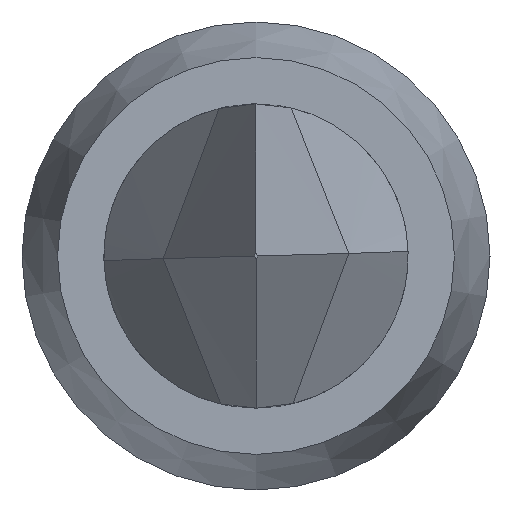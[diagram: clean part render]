
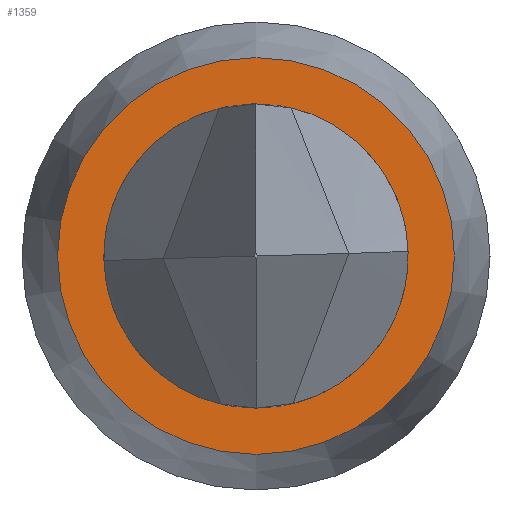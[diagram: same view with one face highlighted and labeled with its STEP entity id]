
A CAD part, left-side view. The second image highlights one B-rep face of the part: STEP entity #1359.
In plain terms, the highlighted planar face has unit normal (-1, 0, 0).
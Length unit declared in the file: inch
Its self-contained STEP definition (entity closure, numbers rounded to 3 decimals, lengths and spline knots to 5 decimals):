
#85 = DIRECTION ( 'NONE',  ( 1., 0., 0. ) ) ;
#223 = CARTESIAN_POINT ( 'NONE',  ( 0., 0., 0. ) ) ;
#238 = EDGE_CURVE ( 'NONE', #1295, #1295, #749, .T. ) ;
#266 = AXIS2_PLACEMENT_3D ( 'NONE', #1154, #884, #1433 ) ;
#463 = CARTESIAN_POINT ( 'NONE',  ( 0., 0., 0.0103 ) ) ;
#599 = FACE_OUTER_BOUND ( 'NONE', #1706, .T. ) ;
#612 = DIRECTION ( 'NONE',  ( 1., 0., 0. ) ) ;
#629 = CARTESIAN_POINT ( 'NONE',  ( 0., 0., -0.0079 ) ) ;
#749 = CIRCLE ( 'NONE', #1095, 0.0079 ) ;
#785 = ORIENTED_EDGE ( 'NONE', *, *, #238, .T. ) ;
#841 = EDGE_CURVE ( 'NONE', #1704, #1704, #1594, .T. ) ;
#884 = DIRECTION ( 'NONE',  ( -1., 0., 0. ) ) ;
#1095 = AXIS2_PLACEMENT_3D ( 'NONE', #223, #85, #1191 ) ;
#1140 = EDGE_LOOP ( 'NONE', ( #785 ) ) ;
#1143 = CARTESIAN_POINT ( 'NONE',  ( 0., 0.0103, 0. ) ) ;
#1154 = CARTESIAN_POINT ( 'NONE',  ( 0., 0., 0. ) ) ;
#1191 = DIRECTION ( 'NONE',  ( 0., 0., -1. ) ) ;
#1287 = DIRECTION ( 'NONE',  ( 0., 0., -1. ) ) ;
#1295 = VERTEX_POINT ( 'NONE', #629 ) ;
#1323 = ORIENTED_EDGE ( 'NONE', *, *, #841, .T. ) ;
#1359 = ADVANCED_FACE ( 'NONE', ( #1654, #599 ), #1688, .F. ) ;
#1433 = DIRECTION ( 'NONE',  ( 0., 0., 1. ) ) ;
#1594 = CIRCLE ( 'NONE', #266, 0.0103 ) ;
#1654 = FACE_BOUND ( 'NONE', #1140, .T. ) ;
#1688 = PLANE ( 'NONE',  #1798 ) ;
#1704 = VERTEX_POINT ( 'NONE', #463 ) ;
#1706 = EDGE_LOOP ( 'NONE', ( #1323 ) ) ;
#1798 = AXIS2_PLACEMENT_3D ( 'NONE', #1143, #612, #1287 ) ;
